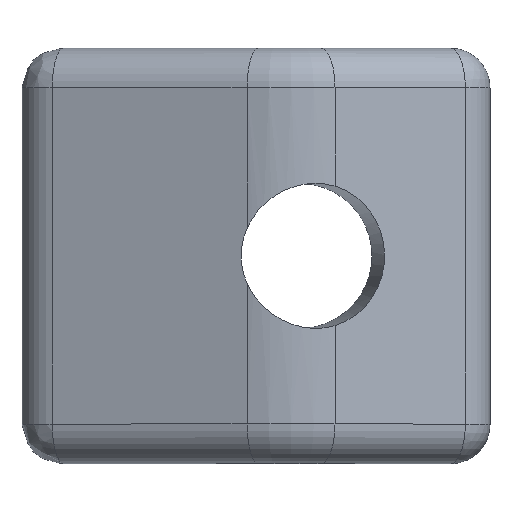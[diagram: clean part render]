
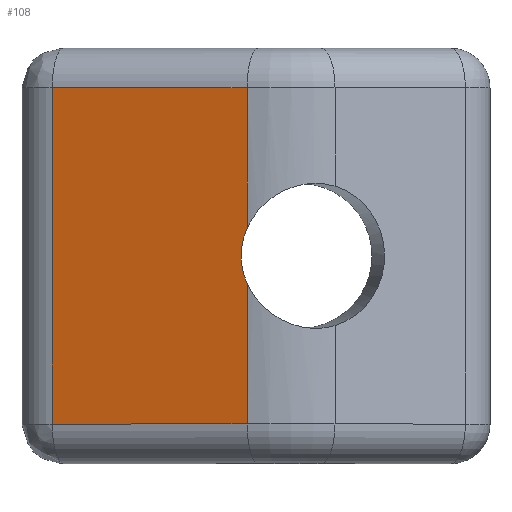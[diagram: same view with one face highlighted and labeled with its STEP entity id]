
A CAD part, top view. The second image highlights one B-rep face of the part: STEP entity #108.
In plain terms, the highlighted planar face has unit normal (-0.292, 0, 0.956).
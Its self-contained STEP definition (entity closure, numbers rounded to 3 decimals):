
#108=ADVANCED_FACE('',(#231),#232,.T.);
#231=FACE_OUTER_BOUND('',#731,.T.);
#232=PLANE('',#732);
#731=EDGE_LOOP('',(#983,#984,#985,#986,#987,#988));
#732=AXIS2_PLACEMENT_3D('',#989,#990,#991);
#983=ORIENTED_EDGE('',*,*,#1251,.F.);
#984=ORIENTED_EDGE('',*,*,#1235,.T.);
#985=ORIENTED_EDGE('',*,*,#1252,.F.);
#986=ORIENTED_EDGE('',*,*,#1253,.F.);
#987=ORIENTED_EDGE('',*,*,#1220,.T.);
#988=ORIENTED_EDGE('',*,*,#1162,.F.);
#989=CARTESIAN_POINT('',(-862.887,2284.494,6794.302));
#990=DIRECTION('',(-0.292,0.,0.956));
#991=DIRECTION('',(0.,1.,0.));
#1162=EDGE_CURVE('',#1300,#1303,#1304,.T.);
#1220=EDGE_CURVE('',#1393,#1303,#1396,.T.);
#1235=EDGE_CURVE('',#1417,#1418,#1419,.T.);
#1251=EDGE_CURVE('',#1417,#1300,#1439,.T.);
#1252=EDGE_CURVE('',#1440,#1418,#1441,.T.);
#1253=EDGE_CURVE('',#1393,#1440,#1442,.T.);
#1300=VERTEX_POINT('',#1495);
#1303=VERTEX_POINT('',#1498);
#1304=LINE('',#1499,#1500);
#1393=VERTEX_POINT('',#1731);
#1396=LINE('',#1734,#1735);
#1417=VERTEX_POINT('',#1851);
#1418=VERTEX_POINT('',#1852);
#1419=ELLIPSE('',#1853,12.432,11.);
#1439=LINE('',#1919,#1920);
#1440=VERTEX_POINT('',#1921);
#1441=LINE('',#1922,#1923);
#1442=LINE('',#1924,#1925);
#1495=CARTESIAN_POINT('',(-848.111,2227.494,6798.82));
#1498=CARTESIAN_POINT('',(-877.664,2227.494,6789.785));
#1499=CARTESIAN_POINT('',(-855.102,2227.494,6796.683));
#1500=VECTOR('',#1992,1.);
#1731=CARTESIAN_POINT('',(-877.664,2278.494,6789.785));
#1734=CARTESIAN_POINT('',(-877.664,2284.494,6789.785));
#1735=VECTOR('',#2054,1.);
#1851=CARTESIAN_POINT('',(-848.111,2248.797,6798.82));
#1852=CARTESIAN_POINT('',(-848.111,2257.191,6798.82));
#1853=AXIS2_PLACEMENT_3D('',#2071,#2072,#2073);
#1919=CARTESIAN_POINT('',(-848.111,2284.494,6798.82));
#1920=VECTOR('',#2094,1.);
#1921=CARTESIAN_POINT('',(-848.111,2278.494,6798.82));
#1922=CARTESIAN_POINT('',(-848.111,2284.494,6798.82));
#1923=VECTOR('',#2095,1.);
#1924=CARTESIAN_POINT('',(-855.102,2278.494,6796.683));
#1925=VECTOR('',#2096,1.);
#1992=DIRECTION('',(-0.956,0.,-0.292));
#2054=DIRECTION('',(0.,-1.,0.));
#2071=CARTESIAN_POINT('',(-837.121,2252.994,6802.18));
#2072=DIRECTION('',(0.292,0.,-0.956));
#2073=DIRECTION('',(0.956,0.,0.292));
#2094=DIRECTION('',(0.,-1.,0.));
#2095=DIRECTION('',(0.,-1.,0.));
#2096=DIRECTION('',(0.956,0.,0.292));
